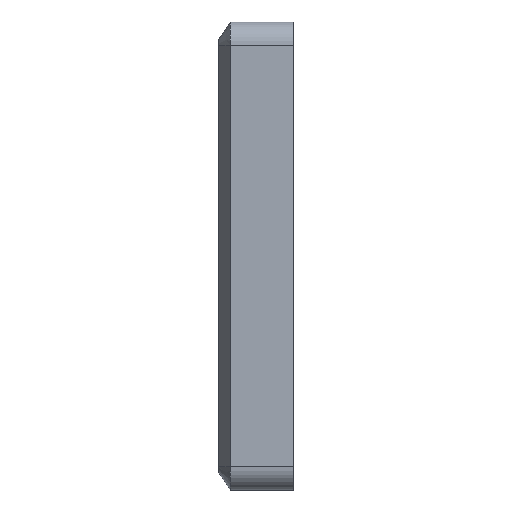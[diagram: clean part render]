
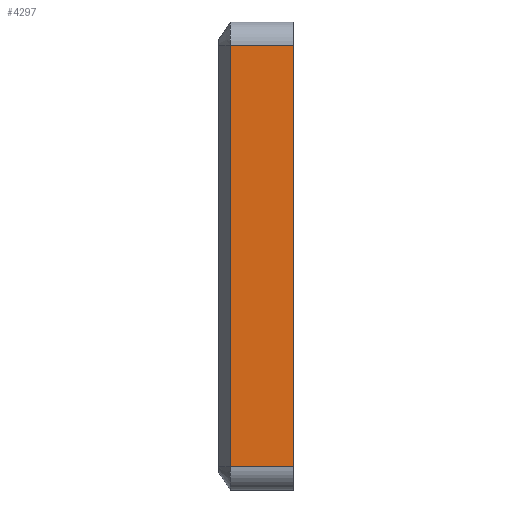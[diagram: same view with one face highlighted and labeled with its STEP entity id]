
A CAD part, left-side view. The second image highlights one B-rep face of the part: STEP entity #4297.
In plain terms, the highlighted planar face has unit normal (-1, 0, 0).
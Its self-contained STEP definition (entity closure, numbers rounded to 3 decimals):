
#247=FACE_OUTER_BOUND('',#509,.T.);
#509=EDGE_LOOP('',(#3142,#3143,#3144,#3145));
#895=LINE('',#6374,#1437);
#900=LINE('',#6387,#1442);
#901=LINE('',#6391,#1443);
#902=LINE('',#6392,#1444);
#1437=VECTOR('',#5126,10.);
#1442=VECTOR('',#5141,10.);
#1443=VECTOR('',#5146,10.);
#1444=VECTOR('',#5147,10.);
#1979=VERTEX_POINT('',#6367);
#1981=VERTEX_POINT('',#6373);
#1984=VERTEX_POINT('',#6386);
#1985=VERTEX_POINT('',#6390);
#2421=EDGE_CURVE('',#1979,#1981,#895,.T.);
#2428=EDGE_CURVE('',#1981,#1984,#900,.T.);
#2430=EDGE_CURVE('',#1985,#1979,#901,.T.);
#2431=EDGE_CURVE('',#1984,#1985,#902,.T.);
#3142=ORIENTED_EDGE('',*,*,#2421,.F.);
#3143=ORIENTED_EDGE('',*,*,#2430,.F.);
#3144=ORIENTED_EDGE('',*,*,#2431,.F.);
#3145=ORIENTED_EDGE('',*,*,#2428,.F.);
#4075=PLANE('',#4587);
#4297=ADVANCED_FACE('',(#247),#4075,.T.);
#4587=AXIS2_PLACEMENT_3D('',#6389,#5144,#5145);
#5126=DIRECTION('',(0.,0.,1.));
#5141=DIRECTION('',(0.,-1.,0.));
#5144=DIRECTION('center_axis',(-1.,0.,0.));
#5145=DIRECTION('ref_axis',(0.,0.,-1.));
#5146=DIRECTION('',(0.,1.,0.));
#5147=DIRECTION('',(0.,0.,-1.));
#6367=CARTESIAN_POINT('',(-15.,-3.,0.));
#6373=CARTESIAN_POINT('',(-15.,-3.,180.));
#6374=CARTESIAN_POINT('',(-15.,-3.,140.));
#6386=CARTESIAN_POINT('',(-15.,-30.,180.));
#6387=CARTESIAN_POINT('',(-15.,2.,180.));
#6389=CARTESIAN_POINT('Origin',(-15.,2.,190.));
#6390=CARTESIAN_POINT('',(-15.,-30.,0.));
#6391=CARTESIAN_POINT('',(-15.,2.,0.));
#6392=CARTESIAN_POINT('',(-15.,-30.,190.));
